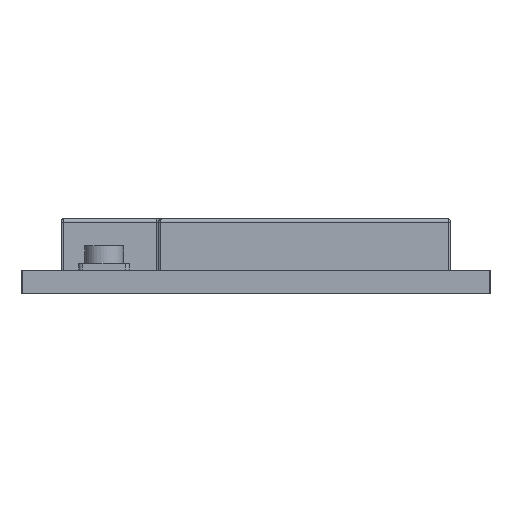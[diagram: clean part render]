
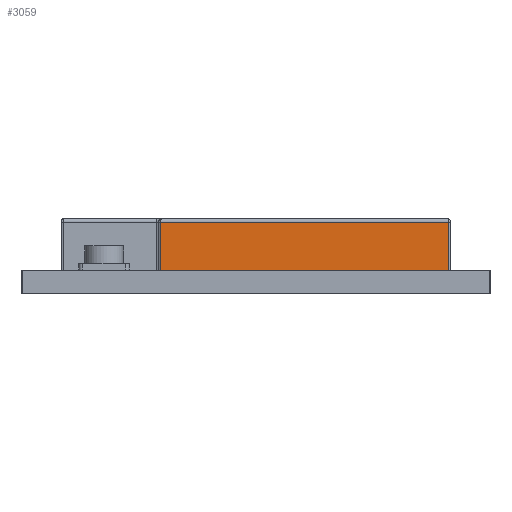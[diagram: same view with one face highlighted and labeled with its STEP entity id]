
A CAD part, front view. The second image highlights one B-rep face of the part: STEP entity #3059.
In plain terms, the highlighted planar face has unit normal (0, -1, 0).
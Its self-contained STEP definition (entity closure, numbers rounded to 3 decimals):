
#467 = DIRECTION ( 'NONE',  ( 0., 0., -1. ) ) ;
#1380 = EDGE_CURVE ( 'NONE', #21554, #19243, #25505, .T. ) ;
#2536 = VERTEX_POINT ( 'NONE', #24652 ) ;
#3059 = ADVANCED_FACE ( 'NONE', ( #6371 ), #12515, .T. ) ;
#3087 = CARTESIAN_POINT ( 'NONE',  ( 0., -18.69, 3.67 ) ) ;
#4619 = DIRECTION ( 'NONE',  ( 0., 0., 1. ) ) ;
#5227 = ORIENTED_EDGE ( 'NONE', *, *, #7653, .T. ) ;
#6290 = CARTESIAN_POINT ( 'NONE',  ( -4.9, -18.69, -45.368 ) ) ;
#6371 = FACE_OUTER_BOUND ( 'NONE', #13580, .T. ) ;
#6461 = EDGE_CURVE ( 'NONE', #8205, #2536, #13222, .T. ) ;
#6490 = CARTESIAN_POINT ( 'NONE',  ( 9.9, -18.69, -45.368 ) ) ;
#7291 = VECTOR ( 'NONE', #11233, 1000. ) ;
#7653 = EDGE_CURVE ( 'NONE', #2536, #19243, #22562, .T. ) ;
#8205 = VERTEX_POINT ( 'NONE', #17891 ) ;
#9117 = CARTESIAN_POINT ( 'NONE',  ( 0., -18.69, 1.2 ) ) ;
#9685 = VECTOR ( 'NONE', #16171, 1000. ) ;
#11117 = DIRECTION ( 'NONE',  ( -1., 0., 0. ) ) ;
#11233 = DIRECTION ( 'NONE',  ( -1., 0., 0. ) ) ;
#11392 = VECTOR ( 'NONE', #11117, 1000. ) ;
#12515 = PLANE ( 'NONE',  #14184 ) ;
#13222 = LINE ( 'NONE', #3087, #7291 ) ;
#13580 = EDGE_LOOP ( 'NONE', ( #21394, #23095, #5227, #23892 ) ) ;
#14184 = AXIS2_PLACEMENT_3D ( 'NONE', #20785, #20656, #467 ) ;
#14632 = LINE ( 'NONE', #6490, #19601 ) ;
#16171 = DIRECTION ( 'NONE',  ( 0., 0., -1. ) ) ;
#16768 = EDGE_CURVE ( 'NONE', #21554, #8205, #14632, .T. ) ;
#17891 = CARTESIAN_POINT ( 'NONE',  ( 9.9, -18.69, 3.67 ) ) ;
#19243 = VERTEX_POINT ( 'NONE', #26302 ) ;
#19601 = VECTOR ( 'NONE', #4619, 1000. ) ;
#20656 = DIRECTION ( 'NONE',  ( 0., -1., 0. ) ) ;
#20785 = CARTESIAN_POINT ( 'NONE',  ( 0., -18.69, -45.368 ) ) ;
#21394 = ORIENTED_EDGE ( 'NONE', *, *, #16768, .T. ) ;
#21554 = VERTEX_POINT ( 'NONE', #23381 ) ;
#22562 = LINE ( 'NONE', #6290, #9685 ) ;
#23095 = ORIENTED_EDGE ( 'NONE', *, *, #6461, .T. ) ;
#23381 = CARTESIAN_POINT ( 'NONE',  ( 9.9, -18.69, 1.2 ) ) ;
#23892 = ORIENTED_EDGE ( 'NONE', *, *, #1380, .F. ) ;
#24652 = CARTESIAN_POINT ( 'NONE',  ( -4.9, -18.69, 3.67 ) ) ;
#25505 = LINE ( 'NONE', #9117, #11392 ) ;
#26302 = CARTESIAN_POINT ( 'NONE',  ( -4.9, -18.69, 1.2 ) ) ;
